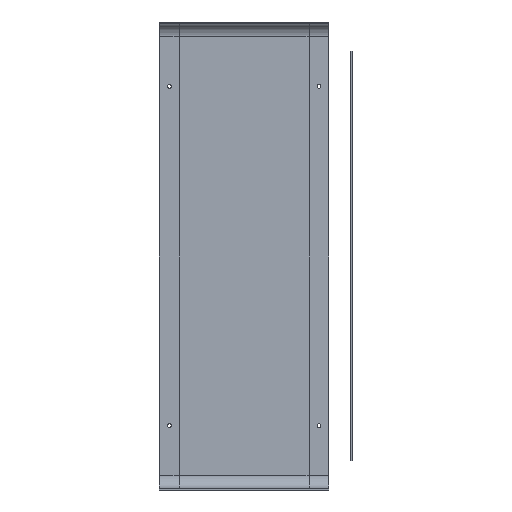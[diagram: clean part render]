
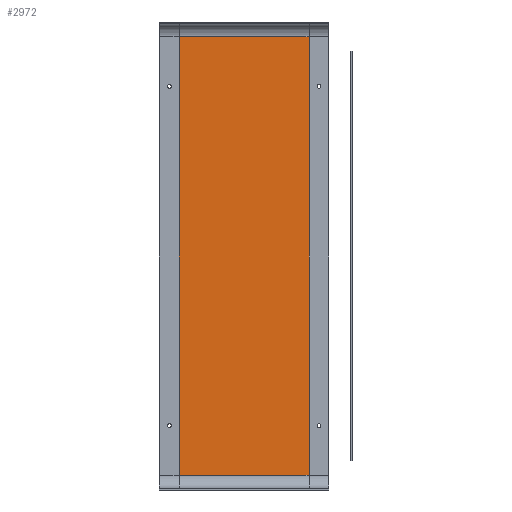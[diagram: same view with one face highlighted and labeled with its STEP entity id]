
A CAD part, front view. The second image highlights one B-rep face of the part: STEP entity #2972.
In plain terms, the highlighted planar face has unit normal (0, -1, 0).
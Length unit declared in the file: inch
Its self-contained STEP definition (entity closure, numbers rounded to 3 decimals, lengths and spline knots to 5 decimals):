
#50 = VECTOR ( 'NONE', #2698, 39.37008 ) ;
#531 = VECTOR ( 'NONE', #692, 39.37008 ) ;
#553 = ORIENTED_EDGE ( 'NONE', *, *, #2882, .T. ) ;
#563 = ORIENTED_EDGE ( 'NONE', *, *, #3216, .F. ) ;
#692 = DIRECTION ( 'NONE',  ( -1., 0., 0. ) ) ;
#696 = CARTESIAN_POINT ( 'NONE',  ( 4.25, 0., -10.975 ) ) ;
#699 = LINE ( 'NONE', #696, #531 ) ;
#814 = AXIS2_PLACEMENT_3D ( 'NONE', #930, #928, #924 ) ;
#924 = DIRECTION ( 'NONE',  ( 0., 0., 1. ) ) ;
#928 = DIRECTION ( 'NONE',  ( 0., 1., 0. ) ) ;
#930 = CARTESIAN_POINT ( 'NONE',  ( 4.25, 0., -10.975 ) ) ;
#982 = PLANE ( 'NONE',  #814 ) ;
#983 = FACE_OUTER_BOUND ( 'NONE', #1807, .T. ) ;
#1103 = DIRECTION ( 'NONE',  ( 0., 0., -1. ) ) ;
#1104 = CARTESIAN_POINT ( 'NONE',  ( -3.25, 0., -10.975 ) ) ;
#1105 = LINE ( 'NONE', #1104, #2778 ) ;
#1356 = EDGE_CURVE ( 'NONE', #1459, #1550, #2960, .T. ) ;
#1459 = VERTEX_POINT ( 'NONE', #2879 ) ;
#1531 = ORIENTED_EDGE ( 'NONE', *, *, #1356, .T. ) ;
#1550 = VERTEX_POINT ( 'NONE', #2807 ) ;
#1608 = EDGE_CURVE ( 'NONE', #1898, #1459, #2702, .T. ) ;
#1642 = VECTOR ( 'NONE', #2955, 39.37008 ) ;
#1697 = CARTESIAN_POINT ( 'NONE',  ( -3.25, 0., -10.975 ) ) ;
#1807 = EDGE_LOOP ( 'NONE', ( #1531, #553, #563, #1820 ) ) ;
#1820 = ORIENTED_EDGE ( 'NONE', *, *, #1608, .T. ) ;
#1898 = VERTEX_POINT ( 'NONE', #2396 ) ;
#2396 = CARTESIAN_POINT ( 'NONE',  ( 3.25, 0., -10.975 ) ) ;
#2507 = VERTEX_POINT ( 'NONE', #1697 ) ;
#2698 = DIRECTION ( 'NONE',  ( 0., 0., 1. ) ) ;
#2700 = CARTESIAN_POINT ( 'NONE',  ( 3.25, 0., -10.975 ) ) ;
#2702 = LINE ( 'NONE', #2700, #50 ) ;
#2778 = VECTOR ( 'NONE', #1103, 39.37008 ) ;
#2807 = CARTESIAN_POINT ( 'NONE',  ( -3.25, 0., 10.975 ) ) ;
#2879 = CARTESIAN_POINT ( 'NONE',  ( 3.25, 0., 10.975 ) ) ;
#2882 = EDGE_CURVE ( 'NONE', #1550, #2507, #1105, .T. ) ;
#2955 = DIRECTION ( 'NONE',  ( -1., 0., 0. ) ) ;
#2958 = CARTESIAN_POINT ( 'NONE',  ( 4.25, 0., 10.975 ) ) ;
#2960 = LINE ( 'NONE', #2958, #1642 ) ;
#2972 = ADVANCED_FACE ( 'NONE', ( #983 ), #982, .F. ) ;
#3216 = EDGE_CURVE ( 'NONE', #1898, #2507, #699, .T. ) ;
